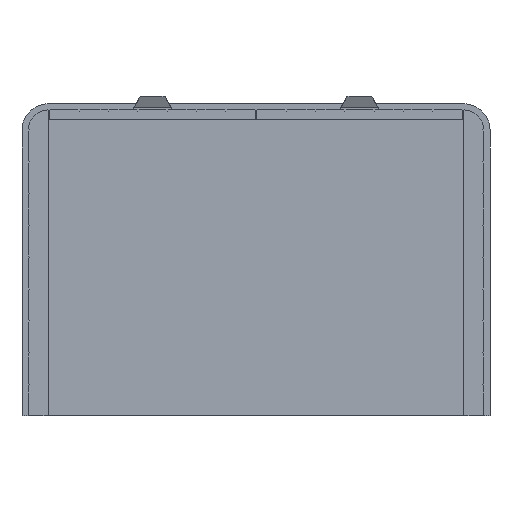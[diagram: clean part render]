
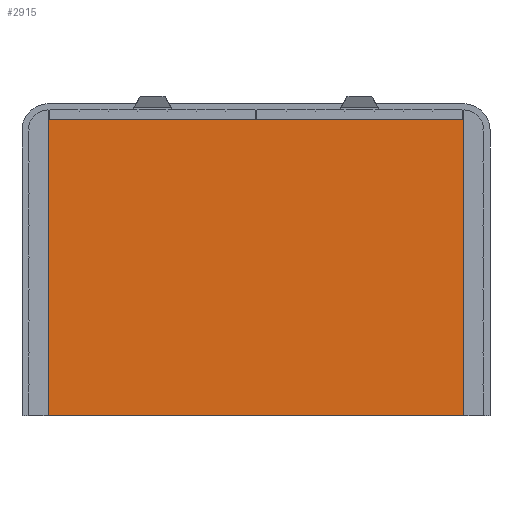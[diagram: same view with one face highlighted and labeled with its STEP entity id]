
A CAD part, front view. The second image highlights one B-rep face of the part: STEP entity #2915.
In plain terms, the highlighted planar face has unit normal (0, -1, 0).
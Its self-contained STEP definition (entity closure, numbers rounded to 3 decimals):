
#39 = DIRECTION ( 'NONE',  ( 0., 0., -1. ) ) ;
#166 = DIRECTION ( 'NONE',  ( -1., 0., 0. ) ) ;
#265 = CARTESIAN_POINT ( 'NONE',  ( -333., 0., 474. ) ) ;
#327 = EDGE_CURVE ( 'NONE', #2014, #1166, #758, .T. ) ;
#451 = CARTESIAN_POINT ( 'NONE',  ( 333., 0., 0. ) ) ;
#507 = CARTESIAN_POINT ( 'NONE',  ( 333., 0., 474. ) ) ;
#536 = VERTEX_POINT ( 'NONE', #507 ) ;
#758 = LINE ( 'NONE', #451, #3125 ) ;
#872 = ORIENTED_EDGE ( 'NONE', *, *, #2844, .T. ) ;
#950 = DIRECTION ( 'NONE',  ( 0., 0., -1. ) ) ;
#968 = PLANE ( 'NONE',  #4157 ) ;
#1009 = LINE ( 'NONE', #4219, #1301 ) ;
#1166 = VERTEX_POINT ( 'NONE', #2127 ) ;
#1199 = CARTESIAN_POINT ( 'NONE',  ( 333., 0., 1240.783 ) ) ;
#1300 = CARTESIAN_POINT ( 'NONE',  ( 333., 0., 0. ) ) ;
#1301 = VECTOR ( 'NONE', #166, 1000. ) ;
#1335 = VERTEX_POINT ( 'NONE', #265 ) ;
#1376 = CARTESIAN_POINT ( 'NONE',  ( 333., 0., 1240.783 ) ) ;
#1517 = ORIENTED_EDGE ( 'NONE', *, *, #4380, .T. ) ;
#1563 = LINE ( 'NONE', #4629, #3943 ) ;
#1605 = ORIENTED_EDGE ( 'NONE', *, *, #4036, .F. ) ;
#1919 = FACE_OUTER_BOUND ( 'NONE', #3259, .T. ) ;
#2014 = VERTEX_POINT ( 'NONE', #1300 ) ;
#2086 = VECTOR ( 'NONE', #39, 1000. ) ;
#2127 = CARTESIAN_POINT ( 'NONE',  ( -333., 0., 0. ) ) ;
#2602 = DIRECTION ( 'NONE',  ( -1., 0., 0. ) ) ;
#2844 = EDGE_CURVE ( 'NONE', #536, #1335, #1009, .T. ) ;
#2915 = ADVANCED_FACE ( 'NONE', ( #1919 ), #968, .T. ) ;
#3071 = LINE ( 'NONE', #1199, #2086 ) ;
#3125 = VECTOR ( 'NONE', #2602, 1000. ) ;
#3259 = EDGE_LOOP ( 'NONE', ( #1605, #872, #1517, #4070 ) ) ;
#3557 = DIRECTION ( 'NONE',  ( 1., 0., 0. ) ) ;
#3943 = VECTOR ( 'NONE', #950, 1000. ) ;
#4036 = EDGE_CURVE ( 'NONE', #536, #2014, #3071, .T. ) ;
#4070 = ORIENTED_EDGE ( 'NONE', *, *, #327, .F. ) ;
#4157 = AXIS2_PLACEMENT_3D ( 'NONE', #1376, #4705, #3557 ) ;
#4219 = CARTESIAN_POINT ( 'NONE',  ( 333., 0., 474. ) ) ;
#4380 = EDGE_CURVE ( 'NONE', #1335, #1166, #1563, .T. ) ;
#4629 = CARTESIAN_POINT ( 'NONE',  ( -333., 0., 1240.783 ) ) ;
#4705 = DIRECTION ( 'NONE',  ( 0., -1., 0. ) ) ;
